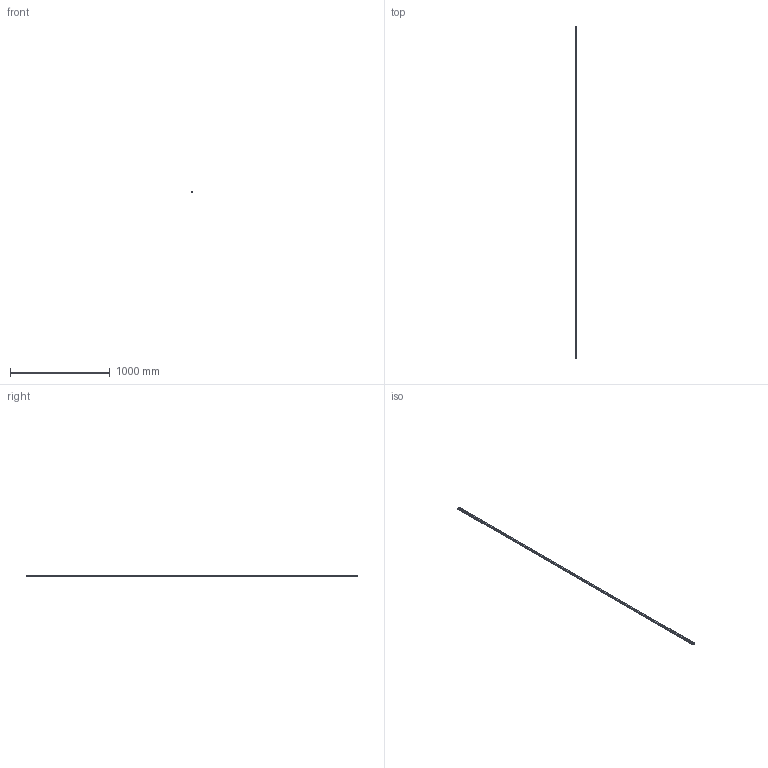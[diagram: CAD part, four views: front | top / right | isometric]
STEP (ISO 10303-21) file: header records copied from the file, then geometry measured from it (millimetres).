
FILE_DESCRIPTION(('STEP AP214'),'1');
FILE_NAME('cctmp_88AA5B00-C98B-41AD-929D-61BD37FAE37E_2021_02_04_08_54_21_0885..stp','2021-02-04T07:54:22',('HIWIN GmbH'),('CADClick - www.CADClick.com'),'Spatial InterOp 3D',' ','unknown authorization');
FILE_SCHEMA(('AUTOMOTIVE_DESIGN'));
Length unit declared in the file: millimetre
Products named in the file (1): EGR20R3330C_FILE
Bounding box: 20 x 3330 x 15.5 mm (x, y, z)
Volume: 893252.9 mm3; surface area: 266417.4 mm2
Topology: 1 solids, 1 shells, 775 faces, 1747 edges, 1090 vertices
Faces by surface type: plane 421, cylinder 354
Entity records: 28005 total; most frequent: DIRECTION 4231, CARTESIAN_POINT 3613, ORIENTED_EDGE 3494, EDGE_CURVE 1747, AXIS2_PLACEMENT_3D 1708, VERTEX_POINT 1090, EDGE_LOOP 891, LINE 815
